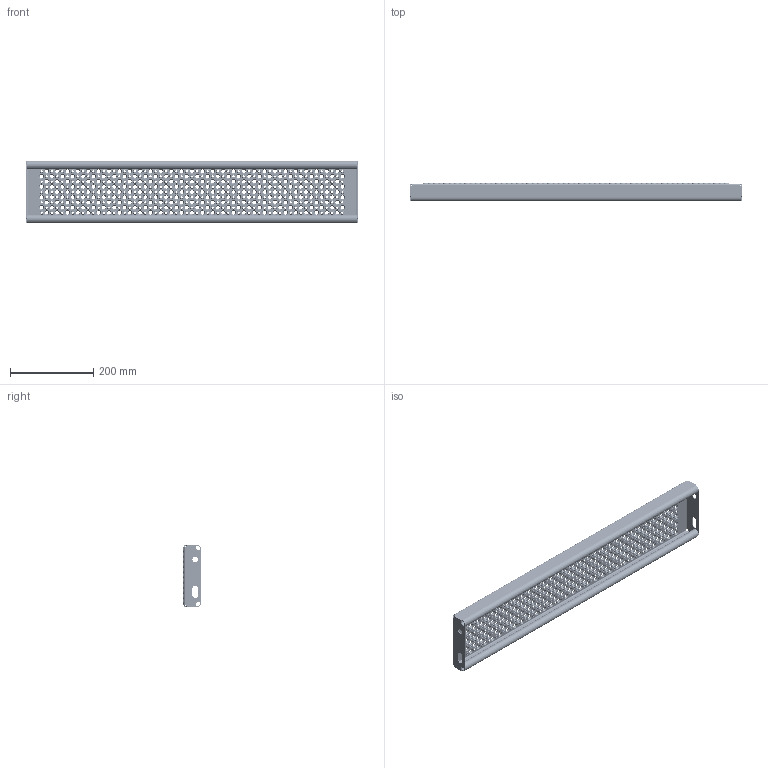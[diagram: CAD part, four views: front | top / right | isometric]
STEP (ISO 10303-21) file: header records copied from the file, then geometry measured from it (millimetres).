
FILE_DESCRIPTION (( 'STEP AP203' ), '1' );
FILE_NAME ('20611_ACHILTRIN_150x800x45_M_OPTRÆK.STEP', '2011-08-15T08:47:57', ( 'JKJ' ), ( '' ), 'SwSTEP 2.0', 'SolidWorks 2011', '' );
FILE_SCHEMA (( 'CONFIG_CONTROL_DESIGN' ));
Products named in the file (1): 20611_ACHILTRIN_150x800x45_M_OPTRÆK
Bounding box: 800 x 45 x 150 mm (x, y, z)
Volume: 509009.6 mm3; surface area: 533398.1 mm2
Topology: 1 solids, 1 shells, 4625 faces, 10584 edges, 6610 vertices
Faces by surface type: cone 2596, cylinder 1334, plane 687, bspline 8
Entity records: 135353 total; most frequent: DIRECTION 26334, CARTESIAN_POINT 22412, ORIENTED_EDGE 21168, AXIS2_PLACEMENT_3D 11164, EDGE_CURVE 10584, VERTEX_POINT 6610, EDGE_LOOP 6580, CIRCLE 6546
